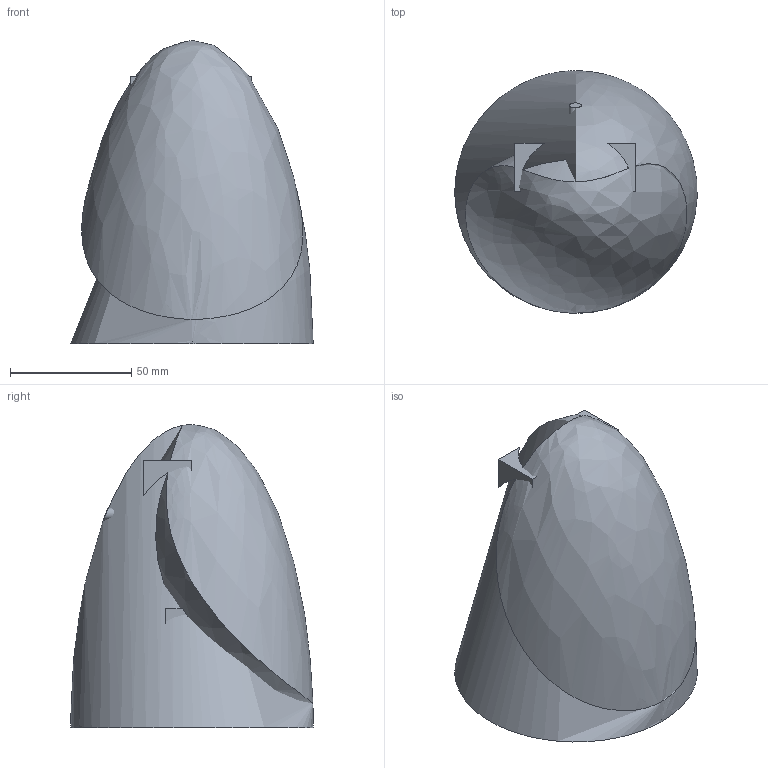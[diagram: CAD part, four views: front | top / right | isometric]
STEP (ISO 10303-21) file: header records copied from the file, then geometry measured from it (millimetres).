
FILE_DESCRIPTION(/* description */ (''),/* implementation_level */ '2;1');
FILE_NAME(/* name */ 'Part-Upper-1.stp',/* time_stamp */ '2018-03-18T06:45:38+05:00',/* author */ (''),/* organization */ (''),/* preprocessor_version */ 'ST-DEVELOPER v15.2',/* originating_system */ 'Autodesk Translator Framework v2.0.0.5431',/* authorisation */ '');
FILE_SCHEMA (('AUTOMOTIVE_DESIGN { 1 0 10303 214 3 1 1 }'));
Length unit declared in the file: centimetre
Products named in the file (1): Part-Upper-1
Bounding box: 99.94 x 100 x 124.98 mm (x, y, z)
Volume: 1083316.9 mm3; surface area: 80958.3 mm2
Topology: 1 solids, 1 shells, 26 faces, 76 edges, 51 vertices
Faces by surface type: plane 19, cylinder 3, sphere 3, bspline 1
Full cylindrical faces by diameter (mm): 5 x2, 24 x1
Entity records: 1140 total; most frequent: CARTESIAN_POINT 481, ORIENTED_EDGE 138, DIRECTION 116, EDGE_CURVE 69, VERTEX_POINT 49, AXIS2_PLACEMENT_3D 40, LINE 36, VECTOR 36
